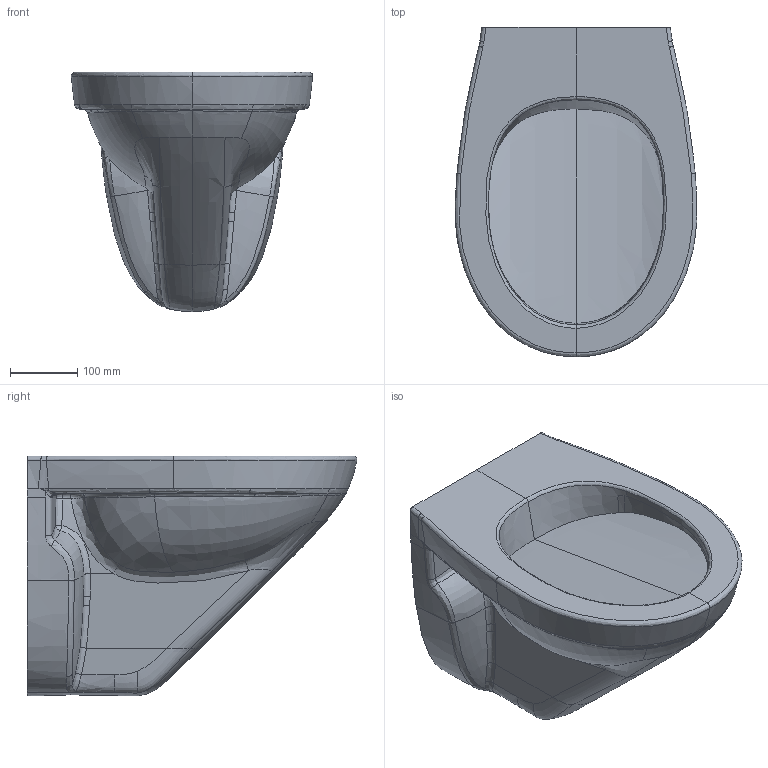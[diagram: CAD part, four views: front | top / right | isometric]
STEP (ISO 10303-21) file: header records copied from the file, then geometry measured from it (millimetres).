
FILE_DESCRIPTION(/* description */ (''),/* implementation_level */ '2;1');
FILE_NAME(/* name */ '7667R0.stp',/* time_stamp */ '2020-02-14T06:21:20+01:00',/* author */ (''),/* organization */ (''),/* preprocessor_version */ 'ST-DEVELOPER v16.7',/* originating_system */ 'SIEMENS PLM Software NX 1863',/* authorisation */ '');
FILE_SCHEMA (('AUTOMOTIVE_DESIGN { 1 0 10303 214 3 1 1 1 }'));
Products named in the file (1): Conz0ABC0DCAoetg
Bounding box: 358.84 x 490.11 x 356.41 mm (x, y, z)
Volume: 22528629.9 mm3; surface area: 659643.8 mm2
Topology: 1 solids, 1 shells, 160 faces, 452 edges, 284 vertices
Faces by surface type: bspline 148, plane 6, extrusion 2, sphere 2, cylinder 2
Entity records: 35501 total; most frequent: CARTESIAN_POINT 32726, ORIENTED_EDGE 884, EDGE_CURVE 442, B_SPLINE_CURVE_WITH_KNOTS 418, VERTEX_POINT 284, ADVANCED_FACE 160, FACE_OUTER_BOUND 160, EDGE_LOOP 160
